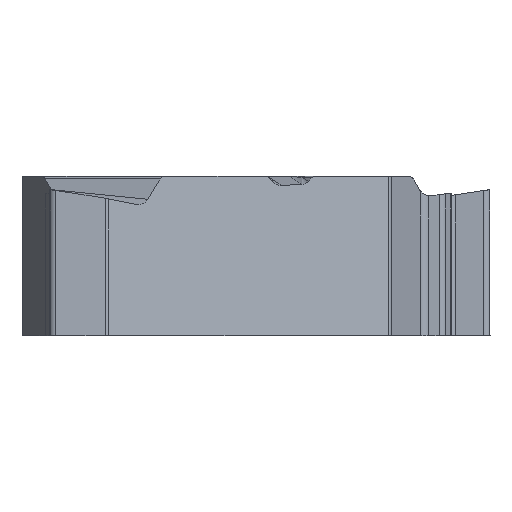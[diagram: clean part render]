
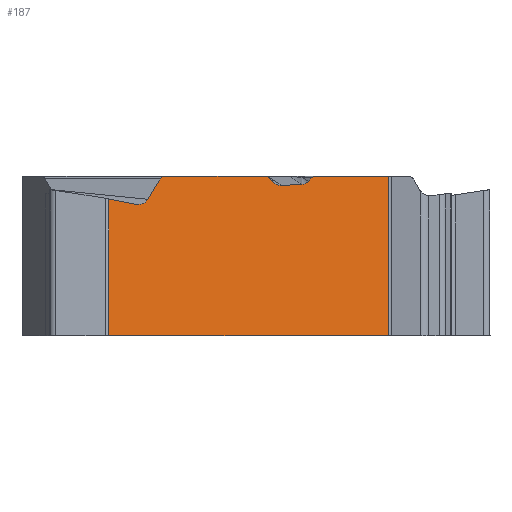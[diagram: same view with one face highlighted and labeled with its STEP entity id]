
A CAD part, front view. The second image highlights one B-rep face of the part: STEP entity #187.
In plain terms, the highlighted planar face has unit normal (0.5, -0.866, 0).
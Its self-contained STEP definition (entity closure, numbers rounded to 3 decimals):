
#187=ADVANCED_FACE('',(#338),#285,.F.);
#285=PLANE('',#2133);
#338=FACE_OUTER_BOUND('',#442,.T.);
#442=EDGE_LOOP('',(#683,#684,#685,#686,#687,#688,#689,#690,#691,#692,#693,
#694,#695,#696,#697,#698));
#553=ELLIPSE('',#2129,0.368,0.32);
#554=ELLIPSE('',#2130,0.15,0.15);
#555=ELLIPSE('',#2131,0.167,0.15);
#556=ELLIPSE('',#2132,0.177,0.15);
#683=ORIENTED_EDGE('',*,*,#1451,.T.);
#684=ORIENTED_EDGE('',*,*,#1452,.F.);
#685=ORIENTED_EDGE('',*,*,#1453,.T.);
#686=ORIENTED_EDGE('',*,*,#1454,.F.);
#687=ORIENTED_EDGE('',*,*,#1455,.T.);
#688=ORIENTED_EDGE('',*,*,#1456,.F.);
#689=ORIENTED_EDGE('',*,*,#1457,.F.);
#690=ORIENTED_EDGE('',*,*,#1458,.F.);
#691=ORIENTED_EDGE('',*,*,#1459,.F.);
#692=ORIENTED_EDGE('',*,*,#1460,.F.);
#693=ORIENTED_EDGE('',*,*,#1461,.F.);
#694=ORIENTED_EDGE('',*,*,#1462,.F.);
#695=ORIENTED_EDGE('',*,*,#1463,.F.);
#696=ORIENTED_EDGE('',*,*,#1464,.F.);
#697=ORIENTED_EDGE('',*,*,#1465,.F.);
#698=ORIENTED_EDGE('',*,*,#1466,.F.);
#1239=VERTEX_POINT('',#3538);
#1240=VERTEX_POINT('',#3539);
#1241=VERTEX_POINT('',#3541);
#1242=VERTEX_POINT('',#3543);
#1243=VERTEX_POINT('',#3545);
#1244=VERTEX_POINT('',#3547);
#1245=VERTEX_POINT('',#3549);
#1246=VERTEX_POINT('',#3551);
#1247=VERTEX_POINT('',#3553);
#1248=VERTEX_POINT('',#3567);
#1249=VERTEX_POINT('',#3569);
#1250=VERTEX_POINT('',#3583);
#1251=VERTEX_POINT('',#3585);
#1252=VERTEX_POINT('',#3587);
#1253=VERTEX_POINT('',#3589);
#1254=VERTEX_POINT('',#3591);
#1451=EDGE_CURVE('',#1239,#1240,#553,.T.);
#1452=EDGE_CURVE('',#1241,#1240,#1712,.T.);
#1453=EDGE_CURVE('',#1241,#1242,#1713,.T.);
#1454=EDGE_CURVE('',#1243,#1242,#1714,.T.);
#1455=EDGE_CURVE('',#1243,#1244,#1715,.T.);
#1456=EDGE_CURVE('',#1245,#1244,#1716,.T.);
#1457=EDGE_CURVE('',#1246,#1245,#554,.T.);
#1458=EDGE_CURVE('',#1247,#1246,#1717,.T.);
#1459=EDGE_CURVE('',#1248,#1247,#2029,.T.);
#1460=EDGE_CURVE('',#1249,#1248,#1718,.T.);
#1461=EDGE_CURVE('',#1250,#1249,#2030,.T.);
#1462=EDGE_CURVE('',#1251,#1250,#1719,.T.);
#1463=EDGE_CURVE('',#1252,#1251,#555,.T.);
#1464=EDGE_CURVE('',#1253,#1252,#1720,.T.);
#1465=EDGE_CURVE('',#1254,#1253,#556,.T.);
#1466=EDGE_CURVE('',#1239,#1254,#1721,.T.);
#1712=LINE('',#3540,#1886);
#1713=LINE('',#3542,#1887);
#1714=LINE('',#3544,#1888);
#1715=LINE('',#3546,#1889);
#1716=LINE('',#3548,#1890);
#1717=LINE('',#3552,#1891);
#1718=LINE('',#3568,#1892);
#1719=LINE('',#3584,#1893);
#1720=LINE('',#3588,#1894);
#1721=LINE('',#3592,#1895);
#1886=VECTOR('',#2428,1.);
#1887=VECTOR('',#2429,1.);
#1888=VECTOR('',#2430,1.);
#1889=VECTOR('',#2431,1.);
#1890=VECTOR('',#2432,1.);
#1891=VECTOR('',#2435,1.);
#1892=VECTOR('',#2436,1.);
#1893=VECTOR('',#2437,1.);
#1894=VECTOR('',#2440,1.);
#1895=VECTOR('',#2443,1.);
#2029=B_SPLINE_CURVE_WITH_KNOTS('',3,(#3554,#3555,#3556,#3557,#3558,#3559,
#3560,#3561,#3562,#3563,#3564,#3565,#3566),.UNSPECIFIED.,.F.,.F.,(4,3,3,
3,4),(0.,0.249,0.498,0.746,1.),
 .UNSPECIFIED.);
#2030=B_SPLINE_CURVE_WITH_KNOTS('',3,(#3570,#3571,#3572,#3573,#3574,#3575,
#3576,#3577,#3578,#3579,#3580,#3581,#3582),.UNSPECIFIED.,.F.,.F.,(4,3,3,
3,4),(0.,0.234,0.468,0.701,1.),
 .UNSPECIFIED.);
#2129=AXIS2_PLACEMENT_3D('',#3537,#2426,#2427);
#2130=AXIS2_PLACEMENT_3D('',#3550,#2433,#2434);
#2131=AXIS2_PLACEMENT_3D('',#3586,#2438,#2439);
#2132=AXIS2_PLACEMENT_3D('',#3590,#2441,#2442);
#2133=AXIS2_PLACEMENT_3D('',#3593,#2444,#2445);
#2426=DIRECTION('',(-0.5,0.866,0.));
#2427=DIRECTION('',(-0.853,-0.492,0.174));
#2428=DIRECTION('',(0.853,0.492,-0.174));
#2429=DIRECTION('',(0.,0.,-1.));
#2430=DIRECTION('',(-0.866,-0.5,0.));
#2431=DIRECTION('',(0.,0.,1.));
#2432=DIRECTION('',(0.866,0.5,0.));
#2433=DIRECTION('',(-0.5,0.866,0.));
#2434=DIRECTION('',(0.866,0.5,0.));
#2435=DIRECTION('',(0.658,0.38,0.651));
#2436=DIRECTION('',(0.865,0.5,0.043));
#2437=DIRECTION('',(0.686,0.396,-0.611));
#2438=DIRECTION('',(-0.5,0.866,0.));
#2439=DIRECTION('',(-0.866,-0.5,0.));
#2440=DIRECTION('',(0.866,0.5,0.));
#2441=DIRECTION('',(-0.5,0.866,0.));
#2442=DIRECTION('',(-0.866,-0.5,0.));
#2443=DIRECTION('',(0.497,0.287,0.819));
#2444=DIRECTION('',(-0.5,0.866,0.));
#2445=DIRECTION('',(0.,0.,-1.));
#3537=CARTESIAN_POINT('',(-1.616,-6.432,-0.078));
#3538=CARTESIAN_POINT('',(-1.344,-6.275,-0.256));
#3539=CARTESIAN_POINT('',(-1.664,-6.46,-0.393));
#3540=CARTESIAN_POINT('',(4.866,-2.69,-1.723));
#3541=CARTESIAN_POINT('',(-2.403,-6.886,-0.243));
#3542=CARTESIAN_POINT('',(-2.403,-6.886,-5.47));
#3543=CARTESIAN_POINT('',(-2.403,-6.886,-3.97));
#3544=CARTESIAN_POINT('',(-0.367,-5.711,-3.97));
#3545=CARTESIAN_POINT('',(5.214,-2.489,-3.97));
#3546=CARTESIAN_POINT('',(5.214,-2.489,3.37));
#3547=CARTESIAN_POINT('',(5.214,-2.489,0.37));
#3548=CARTESIAN_POINT('',(-0.367,-5.711,0.37));
#3549=CARTESIAN_POINT('',(3.222,-3.639,0.37));
#3550=CARTESIAN_POINT('',(3.222,-3.639,0.22));
#3551=CARTESIAN_POINT('',(3.137,-3.688,0.334));
#3552=CARTESIAN_POINT('',(0.974,-4.937,-1.807));
#3553=CARTESIAN_POINT('',(3.029,-3.75,0.227));
#3554=CARTESIAN_POINT('',(2.857,-3.85,0.148));
#3555=CARTESIAN_POINT('',(2.873,-3.841,0.149));
#3556=CARTESIAN_POINT('',(2.888,-3.832,0.152));
#3557=CARTESIAN_POINT('',(2.904,-3.823,0.155));
#3558=CARTESIAN_POINT('',(2.919,-3.814,0.159));
#3559=CARTESIAN_POINT('',(2.934,-3.805,0.164));
#3560=CARTESIAN_POINT('',(2.949,-3.797,0.171));
#3561=CARTESIAN_POINT('',(2.963,-3.789,0.178));
#3562=CARTESIAN_POINT('',(2.977,-3.78,0.186));
#3563=CARTESIAN_POINT('',(2.99,-3.773,0.195));
#3564=CARTESIAN_POINT('',(3.004,-3.765,0.204));
#3565=CARTESIAN_POINT('',(3.017,-3.757,0.215));
#3566=CARTESIAN_POINT('',(3.029,-3.75,0.227));
#3567=CARTESIAN_POINT('',(2.857,-3.85,0.148));
#3568=CARTESIAN_POINT('',(-0.366,-5.711,-0.01));
#3569=CARTESIAN_POINT('',(2.296,-4.173,0.121));
#3570=CARTESIAN_POINT('',(2.124,-4.273,0.183));
#3571=CARTESIAN_POINT('',(2.136,-4.266,0.172));
#3572=CARTESIAN_POINT('',(2.148,-4.259,0.163));
#3573=CARTESIAN_POINT('',(2.161,-4.252,0.156));
#3574=CARTESIAN_POINT('',(2.173,-4.245,0.148));
#3575=CARTESIAN_POINT('',(2.186,-4.237,0.141));
#3576=CARTESIAN_POINT('',(2.2,-4.229,0.136));
#3577=CARTESIAN_POINT('',(2.214,-4.221,0.131));
#3578=CARTESIAN_POINT('',(2.228,-4.213,0.127));
#3579=CARTESIAN_POINT('',(2.242,-4.205,0.124));
#3580=CARTESIAN_POINT('',(2.26,-4.195,0.121));
#3581=CARTESIAN_POINT('',(2.278,-4.184,0.12));
#3582=CARTESIAN_POINT('',(2.296,-4.173,0.121));
#3583=CARTESIAN_POINT('',(2.124,-4.273,0.183));
#3584=CARTESIAN_POINT('',(4.084,-3.141,-1.564));
#3585=CARTESIAN_POINT('',(1.954,-4.371,0.334));
#3586=CARTESIAN_POINT('',(1.861,-4.425,0.22));
#3587=CARTESIAN_POINT('',(1.861,-4.425,0.37));
#3588=CARTESIAN_POINT('',(5.129,-2.538,0.37));
#3589=CARTESIAN_POINT('',(-0.877,-6.006,0.37));
#3590=CARTESIAN_POINT('',(-0.877,-6.006,0.22));
#3591=CARTESIAN_POINT('',(-1.009,-6.082,0.297));
#3592=CARTESIAN_POINT('',(0.889,-4.986,3.428));
#3593=CARTESIAN_POINT('',(-0.367,-5.711,0.));
